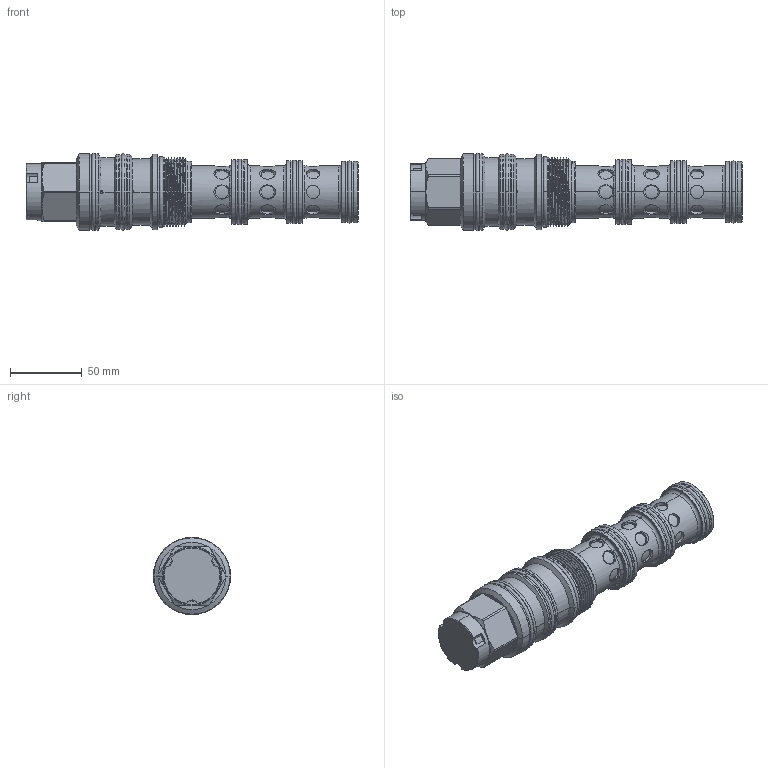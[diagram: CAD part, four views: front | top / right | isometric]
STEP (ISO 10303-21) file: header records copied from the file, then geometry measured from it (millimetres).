
FILE_DESCRIPTION (( 'STEP AP203' ), '1' );
FILE_NAME ('DC64A6D10A-N.STEP', '2023-05-29T08:51:34', ( '' ), ( '' ), 'SwSTEP 2.0', 'SolidWorks 2018', '' );
FILE_SCHEMA (( 'CONFIG_CONTROL_DESIGN' ));
Length unit declared in the file: millimetre
Products named in the file (1): DC64A6D10A-N
Bounding box: 231.14 x 53.84 x 53.84 mm (x, y, z)
Volume: 330516.5 mm3; surface area: 48235 mm2
Topology: 1 solids, 1 shells, 440 faces, 999 edges, 610 vertices
Faces by surface type: cylinder 238, cone 78, plane 70, torus 43, bspline 11
Entity records: 18656 total; most frequent: CARTESIAN_POINT 8948, DIRECTION 2040, ORIENTED_EDGE 1998, EDGE_CURVE 999, AXIS2_PLACEMENT_3D 872, VERTEX_POINT 610, EDGE_LOOP 493, CIRCLE 442
